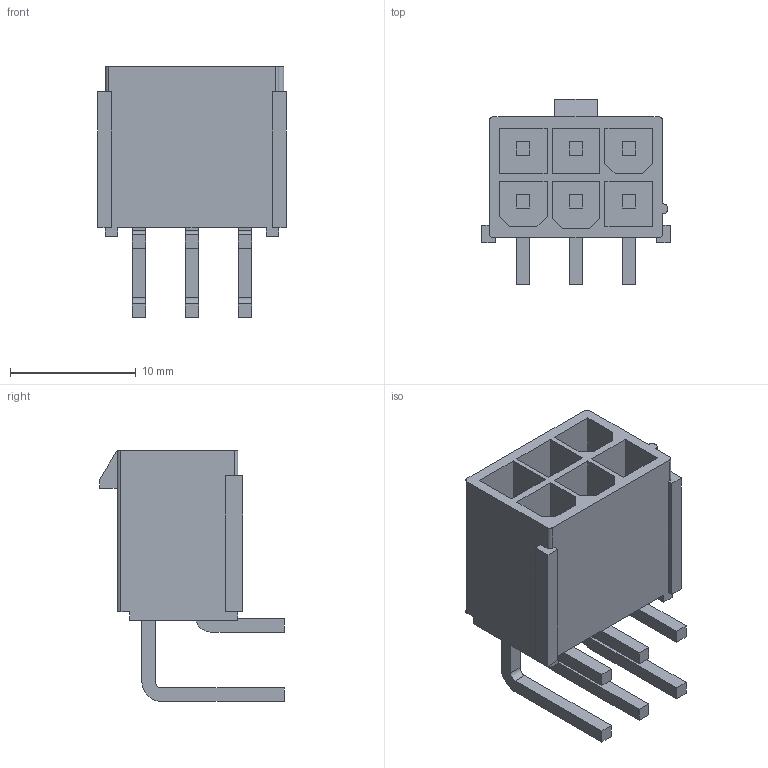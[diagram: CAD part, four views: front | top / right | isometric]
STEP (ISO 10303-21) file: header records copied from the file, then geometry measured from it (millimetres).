
FILE_DESCRIPTION (( 'STEP AP214' ), '1' );
FILE_NAME ('MiniFit-2x3R - Molex 87427-0602.STEP', '2023-05-24T11:47:49', ( 'Elessar' ), ( '' ), 'SwSTEP 2.0', 'SolidWorks 2018', '' );
FILE_SCHEMA (( 'AUTOMOTIVE_DESIGN' ));
Length unit declared in the file: millimetre
Products named in the file (1): MiniFit-2x3R - Molex 87427-0602
Bounding box: 15 x 14.7 x 19.93 mm (x, y, z)
Volume: 1052.4 mm3; surface area: 2263.9 mm2
Topology: 1 solids, 1 shells, 155 faces, 403 edges, 268 vertices
Faces by surface type: plane 138, cylinder 17
Entity records: 5633 total; most frequent: CARTESIAN_POINT 827, ORIENTED_EDGE 806, DIRECTION 749, EDGE_CURVE 403, VECTOR 369, LINE 369, VERTEX_POINT 268, AXIS2_PLACEMENT_3D 190
